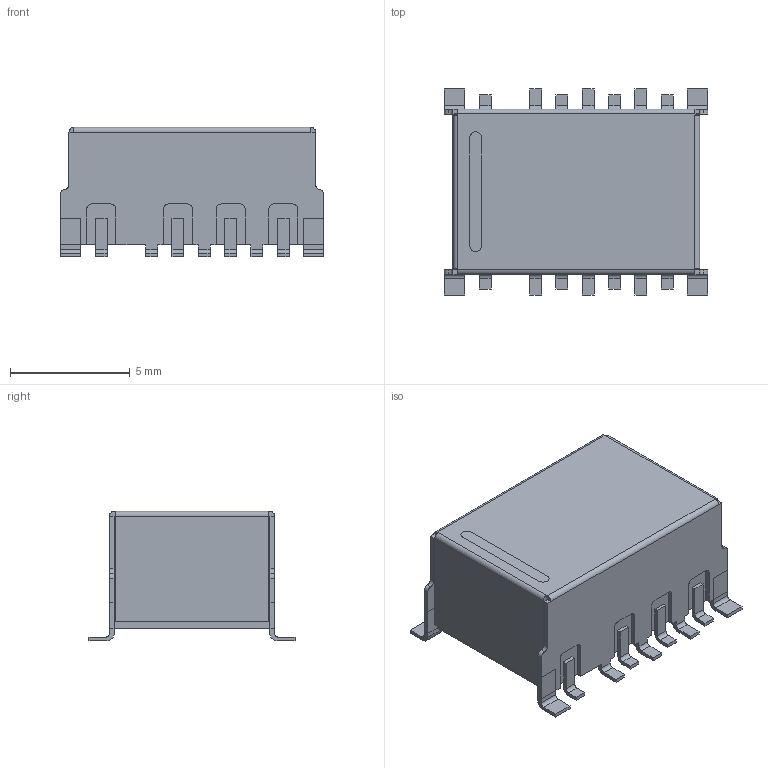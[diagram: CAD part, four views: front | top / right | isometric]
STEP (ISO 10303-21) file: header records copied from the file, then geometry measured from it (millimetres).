
FILE_DESCRIPTION((''),'2;1');
FILE_NAME('REL_OMRON_G6K-2F-RF-T.stp','2013-11-25T17:44:45',(''),(''),'Mechanical Desktop 2011','Mechanical Desktop 2011',', , ');
FILE_SCHEMA(('AUTOMOTIVE_DESIGN { 1 2 10303 214 1 1 1 1 }'));
Length unit declared in the file: millimetre
Products named in the file (1): Product
Bounding box: 11 x 8.6 x 5.4 mm (x, y, z)
Volume: 347.7 mm3; surface area: 782.1 mm2
Topology: 15 solids, 15 shells, 279 faces, 728 edges, 480 vertices
Faces by surface type: bspline 121, plane 119, cylinder 39
Entity records: 8876 total; most frequent: CARTESIAN_POINT 2221, ORIENTED_EDGE 1456, DIRECTION 1182, EDGE_CURVE 728, VECTOR 592, LINE 592, VERTEX_POINT 480, AXIS2_PLACEMENT_3D 295
